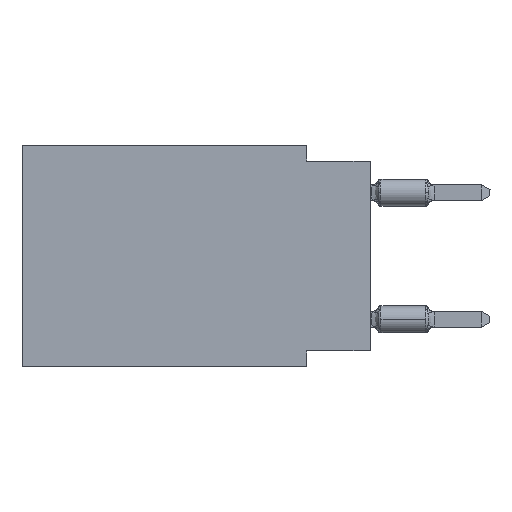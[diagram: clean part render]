
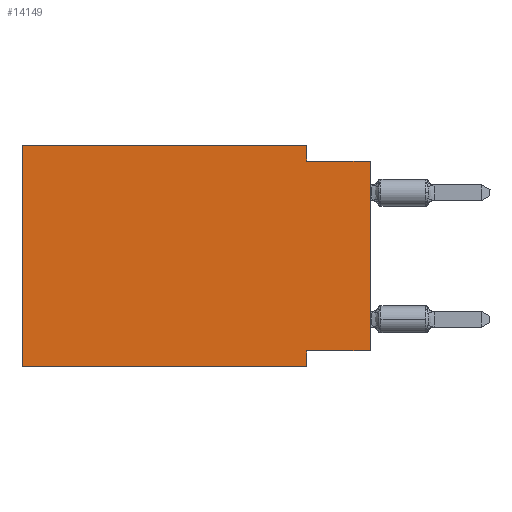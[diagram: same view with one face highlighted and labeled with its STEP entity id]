
A CAD part, left-side view. The second image highlights one B-rep face of the part: STEP entity #14149.
In plain terms, the highlighted planar face has unit normal (-1, 0, 0).
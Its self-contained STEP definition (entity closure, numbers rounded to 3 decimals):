
#329 = ORIENTED_EDGE ( 'NONE', *, *, #5570, .F. ) ;
#681 = VERTEX_POINT ( 'NONE', #3173 ) ;
#875 = ORIENTED_EDGE ( 'NONE', *, *, #8277, .F. ) ;
#919 = DIRECTION ( 'NONE',  ( 0., -1., 0. ) ) ;
#1061 = VECTOR ( 'NONE', #14354, 1000. ) ;
#1753 = CARTESIAN_POINT ( 'NONE',  ( 0., 0., -0.635 ) ) ;
#2535 = CARTESIAN_POINT ( 'NONE',  ( 0., 13.97, -8.89 ) ) ;
#3173 = CARTESIAN_POINT ( 'NONE',  ( 0., 2.54, 0. ) ) ;
#3978 = EDGE_CURVE ( 'NONE', #6267, #16636, #18737, .T. ) ;
#4510 = LINE ( 'NONE', #8627, #1061 ) ;
#4899 = ORIENTED_EDGE ( 'NONE', *, *, #13491, .T. ) ;
#4933 = CARTESIAN_POINT ( 'NONE',  ( 0., 2.54, -0.635 ) ) ;
#4983 = EDGE_CURVE ( 'NONE', #7566, #681, #6454, .T. ) ;
#5398 = DIRECTION ( 'NONE',  ( 0., 0., -1. ) ) ;
#5519 = PLANE ( 'NONE',  #11650 ) ;
#5570 = EDGE_CURVE ( 'NONE', #21299, #6328, #24567, .T. ) ;
#5899 = EDGE_CURVE ( 'NONE', #22865, #6267, #12575, .T. ) ;
#5950 = CARTESIAN_POINT ( 'NONE',  ( 0., 0., 0. ) ) ;
#6267 = VERTEX_POINT ( 'NONE', #16299 ) ;
#6328 = VERTEX_POINT ( 'NONE', #18406 ) ;
#6454 = LINE ( 'NONE', #23641, #24594 ) ;
#7491 = DIRECTION ( 'NONE',  ( 0., -1., 0. ) ) ;
#7566 = VERTEX_POINT ( 'NONE', #21925 ) ;
#7748 = VECTOR ( 'NONE', #22796, 1000. ) ;
#8277 = EDGE_CURVE ( 'NONE', #681, #21299, #4510, .T. ) ;
#8627 = CARTESIAN_POINT ( 'NONE',  ( 0., 2.54, 0. ) ) ;
#9565 = ORIENTED_EDGE ( 'NONE', *, *, #5899, .F. ) ;
#9811 = VERTEX_POINT ( 'NONE', #23798 ) ;
#9903 = EDGE_CURVE ( 'NONE', #9811, #7566, #17200, .T. ) ;
#10376 = EDGE_LOOP ( 'NONE', ( #4899, #329, #875, #20721, #24106, #12040, #16576, #9565 ) ) ;
#10524 = CARTESIAN_POINT ( 'NONE',  ( 0., 0., -8.255 ) ) ;
#11566 = CARTESIAN_POINT ( 'NONE',  ( 0., 13.97, 0. ) ) ;
#11650 = AXIS2_PLACEMENT_3D ( 'NONE', #20736, #14626, #5398 ) ;
#12040 = ORIENTED_EDGE ( 'NONE', *, *, #21689, .T. ) ;
#12454 = CARTESIAN_POINT ( 'NONE',  ( 0., 0., -8.255 ) ) ;
#12575 = LINE ( 'NONE', #12454, #24612 ) ;
#13128 = CARTESIAN_POINT ( 'NONE',  ( 0., 2.54, -8.89 ) ) ;
#13491 = EDGE_CURVE ( 'NONE', #22865, #6328, #23033, .T. ) ;
#14149 = ADVANCED_FACE ( 'NONE', ( #22607 ), #5519, .F. ) ;
#14354 = DIRECTION ( 'NONE',  ( 0., 0., -1. ) ) ;
#14626 = DIRECTION ( 'NONE',  ( 1., 0., 0. ) ) ;
#16142 = VECTOR ( 'NONE', #919, 1000. ) ;
#16299 = CARTESIAN_POINT ( 'NONE',  ( 0., 2.54, -8.255 ) ) ;
#16422 = DIRECTION ( 'NONE',  ( 0., -1., 0. ) ) ;
#16576 = ORIENTED_EDGE ( 'NONE', *, *, #3978, .F. ) ;
#16636 = VERTEX_POINT ( 'NONE', #22598 ) ;
#16656 = VECTOR ( 'NONE', #7491, 1000. ) ;
#17200 = LINE ( 'NONE', #11566, #7748 ) ;
#18199 = VECTOR ( 'NONE', #22980, 1000. ) ;
#18406 = CARTESIAN_POINT ( 'NONE',  ( 0., 0., -0.635 ) ) ;
#18737 = LINE ( 'NONE', #13128, #18199 ) ;
#19404 = DIRECTION ( 'NONE',  ( 0., 0., 1. ) ) ;
#20310 = DIRECTION ( 'NONE',  ( 0., 1., 0. ) ) ;
#20721 = ORIENTED_EDGE ( 'NONE', *, *, #4983, .F. ) ;
#20736 = CARTESIAN_POINT ( 'NONE',  ( 0., 13.97, 0. ) ) ;
#21299 = VERTEX_POINT ( 'NONE', #4933 ) ;
#21689 = EDGE_CURVE ( 'NONE', #9811, #16636, #23366, .T. ) ;
#21925 = CARTESIAN_POINT ( 'NONE',  ( 0., 13.97, 0. ) ) ;
#22598 = CARTESIAN_POINT ( 'NONE',  ( 0., 2.54, -8.89 ) ) ;
#22607 = FACE_OUTER_BOUND ( 'NONE', #10376, .T. ) ;
#22796 = DIRECTION ( 'NONE',  ( 0., 0., 1. ) ) ;
#22801 = VECTOR ( 'NONE', #19404, 1000. ) ;
#22865 = VERTEX_POINT ( 'NONE', #10524 ) ;
#22980 = DIRECTION ( 'NONE',  ( 0., 0., -1. ) ) ;
#23033 = LINE ( 'NONE', #5950, #22801 ) ;
#23366 = LINE ( 'NONE', #2535, #16142 ) ;
#23641 = CARTESIAN_POINT ( 'NONE',  ( 0., 13.97, 0. ) ) ;
#23798 = CARTESIAN_POINT ( 'NONE',  ( 0., 13.97, -8.89 ) ) ;
#24106 = ORIENTED_EDGE ( 'NONE', *, *, #9903, .F. ) ;
#24567 = LINE ( 'NONE', #1753, #16656 ) ;
#24594 = VECTOR ( 'NONE', #16422, 1000. ) ;
#24612 = VECTOR ( 'NONE', #20310, 1000. ) ;
